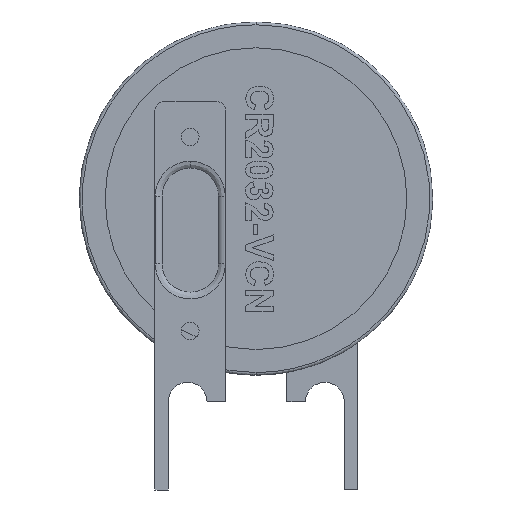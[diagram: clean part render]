
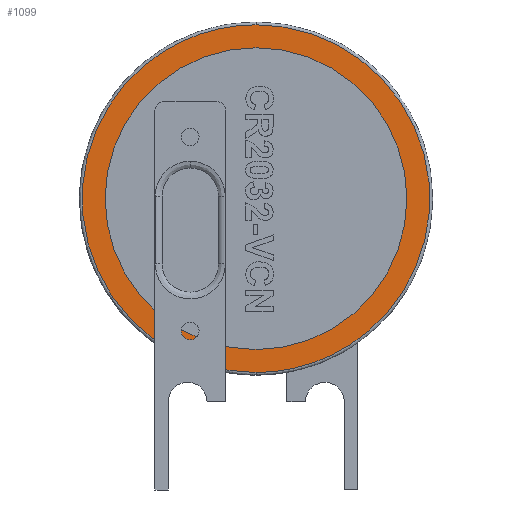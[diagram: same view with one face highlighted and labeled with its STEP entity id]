
A CAD part, front view. The second image highlights one B-rep face of the part: STEP entity #1099.
In plain terms, the highlighted planar face has unit normal (0, -1, 0).
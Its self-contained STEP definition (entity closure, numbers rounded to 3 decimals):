
#147 = DIRECTION ( 'NONE',  ( 0., 0., 1. ) ) ;
#171 = CARTESIAN_POINT ( 'NONE',  ( 19.7, -0.01, 9.85 ) ) ;
#1099 = ADVANCED_FACE ( 'NONE', ( #8043, #5502 ), #1787, .F. ) ;
#1603 = EDGE_CURVE ( 'NONE', #5897, #9065, #4826, .T. ) ;
#1702 = EDGE_LOOP ( 'NONE', ( #2184, #7193 ) ) ;
#1787 = PLANE ( 'NONE',  #7630 ) ;
#2184 = ORIENTED_EDGE ( 'NONE', *, *, #9897, .F. ) ;
#2365 = AXIS2_PLACEMENT_3D ( 'NONE', #3005, #8668, #8635 ) ;
#2565 = CARTESIAN_POINT ( 'NONE',  ( 0., -0.01, 9.85 ) ) ;
#2676 = CARTESIAN_POINT ( 'NONE',  ( 9.85, -0.01, 0. ) ) ;
#2706 = DIRECTION ( 'NONE',  ( 0., 0., 1. ) ) ;
#3005 = CARTESIAN_POINT ( 'NONE',  ( 0., -0.01, 0. ) ) ;
#3054 = CARTESIAN_POINT ( 'NONE',  ( 0., -0.01, -8.55 ) ) ;
#3495 = CARTESIAN_POINT ( 'NONE',  ( 0., -0.01, -9.85 ) ) ;
#3513 = ORIENTED_EDGE ( 'NONE', *, *, #8782, .T. ) ;
#4188 = VERTEX_POINT ( 'NONE', #3054 ) ;
#4426 = DIRECTION ( 'NONE',  ( 0., 1., 0. ) ) ;
#4826 =( BOUNDED_CURVE ( )  B_SPLINE_CURVE ( 3, ( #8391, #171, #6744, #3495 ),
 .UNSPECIFIED., .F., .T. ) 
 B_SPLINE_CURVE_WITH_KNOTS ( ( 4, 4 ),
 ( 0., 1. ),
 .UNSPECIFIED. ) 
 CURVE ( )  GEOMETRIC_REPRESENTATION_ITEM ( )  RATIONAL_B_SPLINE_CURVE ( ( 1., 0.333, 0.333, 1. ) ) 
 REPRESENTATION_ITEM ( '' )  );
#5039 = CARTESIAN_POINT ( 'NONE',  ( -19.7, -0.01, 9.85 ) ) ;
#5502 = FACE_OUTER_BOUND ( 'NONE', #1702, .T. ) ;
#5707 = CIRCLE ( 'NONE', #2365, 8.55 ) ;
#5769 = CARTESIAN_POINT ( 'NONE',  ( 0., -0.01, -9.85 ) ) ;
#5778 =( BOUNDED_CURVE ( )  B_SPLINE_CURVE ( 3, ( #5769, #8227, #5039, #2565 ),
 .UNSPECIFIED., .F., .T. ) 
 B_SPLINE_CURVE_WITH_KNOTS ( ( 4, 4 ),
 ( 0., 1. ),
 .UNSPECIFIED. ) 
 CURVE ( )  GEOMETRIC_REPRESENTATION_ITEM ( )  RATIONAL_B_SPLINE_CURVE ( ( 1., 0.333, 0.333, 1. ) ) 
 REPRESENTATION_ITEM ( '' )  );
#5897 = VERTEX_POINT ( 'NONE', #8589 ) ;
#6604 = EDGE_CURVE ( 'NONE', #4188, #7267, #5707, .T. ) ;
#6724 = DIRECTION ( 'NONE',  ( 0., 1., 0. ) ) ;
#6744 = CARTESIAN_POINT ( 'NONE',  ( 19.7, -0.01, -9.85 ) ) ;
#6808 = ORIENTED_EDGE ( 'NONE', *, *, #6604, .T. ) ;
#7034 = AXIS2_PLACEMENT_3D ( 'NONE', #8460, #4426, #2706 ) ;
#7193 = ORIENTED_EDGE ( 'NONE', *, *, #1603, .F. ) ;
#7231 = EDGE_LOOP ( 'NONE', ( #3513, #6808 ) ) ;
#7267 = VERTEX_POINT ( 'NONE', #8800 ) ;
#7630 = AXIS2_PLACEMENT_3D ( 'NONE', #2676, #6724, #147 ) ;
#8043 = FACE_BOUND ( 'NONE', #7231, .T. ) ;
#8227 = CARTESIAN_POINT ( 'NONE',  ( -19.7, -0.01, -9.85 ) ) ;
#8391 = CARTESIAN_POINT ( 'NONE',  ( 0., -0.01, 9.85 ) ) ;
#8460 = CARTESIAN_POINT ( 'NONE',  ( 0., -0.01, 0. ) ) ;
#8589 = CARTESIAN_POINT ( 'NONE',  ( 0., -0.01, 9.85 ) ) ;
#8635 = DIRECTION ( 'NONE',  ( 0., 0., 1. ) ) ;
#8668 = DIRECTION ( 'NONE',  ( 0., 1., 0. ) ) ;
#8782 = EDGE_CURVE ( 'NONE', #7267, #4188, #9890, .T. ) ;
#8800 = CARTESIAN_POINT ( 'NONE',  ( 0., -0.01, 8.55 ) ) ;
#8838 = CARTESIAN_POINT ( 'NONE',  ( 0., -0.01, -9.85 ) ) ;
#9065 = VERTEX_POINT ( 'NONE', #8838 ) ;
#9890 = CIRCLE ( 'NONE', #7034, 8.55 ) ;
#9897 = EDGE_CURVE ( 'NONE', #9065, #5897, #5778, .T. ) ;
